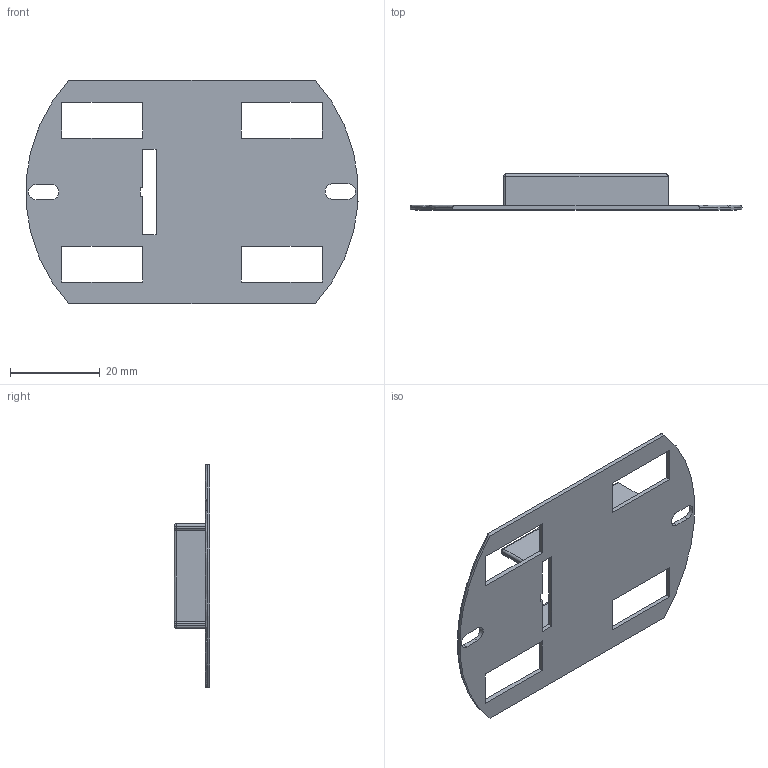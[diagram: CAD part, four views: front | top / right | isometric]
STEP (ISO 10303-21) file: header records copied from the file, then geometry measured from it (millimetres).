
FILE_DESCRIPTION (( 'STEP AP214' ), '1' );
FILE_NAME ('servo_holder_A.STEP', '2024-05-21T15:30:14', ( '' ), ( '' ), 'SwSTEP 2.0', 'SolidWorks 2023', '' );
FILE_SCHEMA (( 'AUTOMOTIVE_DESIGN' ));
Length unit declared in the file: millimetre
Products named in the file (1): servo_holder_A
Bounding box: 73.87 x 8 x 49.67 mm (x, y, z)
Volume: 3665.3 mm3; surface area: 7168.9 mm2
Topology: 1 solids, 1 shells, 65 faces, 174 edges, 108 vertices
Faces by surface type: plane 41, cylinder 18, sphere 4, torus 2
Entity records: 2037 total; most frequent: CARTESIAN_POINT 384, ORIENTED_EDGE 340, DIRECTION 324, EDGE_CURVE 170, LINE 132, VECTOR 132, VERTEX_POINT 108, AXIS2_PLACEMENT_3D 96
